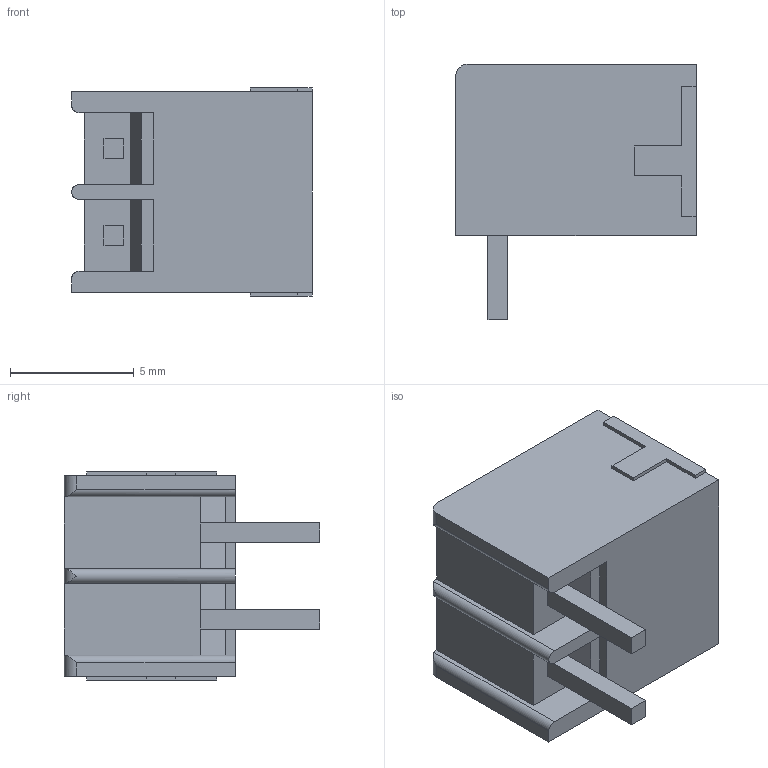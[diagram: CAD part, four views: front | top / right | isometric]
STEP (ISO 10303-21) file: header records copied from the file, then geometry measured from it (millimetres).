
FILE_DESCRIPTION( ( 'STEP AP214' ), '1' );
FILE_NAME( '714-162.stp', '2020-04-04T18:45:19', ( 'License CC BY-ND 4.0' ), ( 'CADENAS' ), ' ', 'PARTsolutions', ' ' );
FILE_SCHEMA( ( 'AUTOMOTIVE_DESIGN { 1 0 10303 214 1 1 1 1 }' ) );
Length unit declared in the file: millimetre
Products named in the file (1): _714-162
Bounding box: 9.7 x 10.3 x 8.4 mm (x, y, z)
Volume: 305.2 mm3; surface area: 791.3 mm2
Topology: 1 solids, 1 shells, 105 faces, 282 edges, 187 vertices
Faces by surface type: plane 87, cylinder 16, cone 2
Entity records: 4103 total; most frequent: CARTESIAN_POINT 593, ORIENTED_EDGE 560, DIRECTION 521, EDGE_CURVE 280, LINE 243, VECTOR 243, VERTEX_POINT 187, AXIS2_PLACEMENT_3D 139
